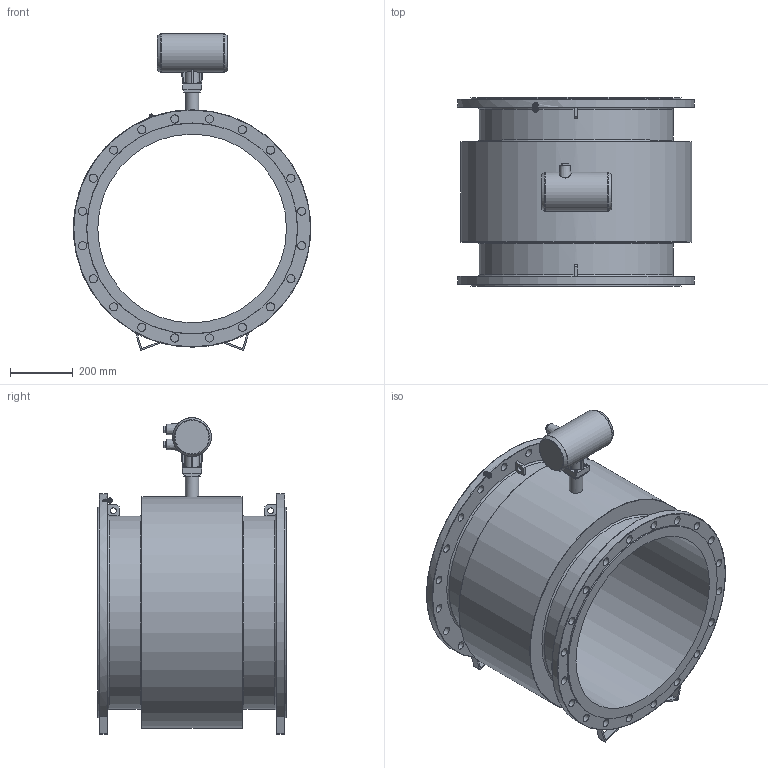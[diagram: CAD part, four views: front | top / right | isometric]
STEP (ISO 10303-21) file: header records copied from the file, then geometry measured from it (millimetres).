
FILE_DESCRIPTION(/* description */ (''),/* implementation_level */ '2;1');
FILE_NAME(/* name */ 'Flowmeter DN600 PN6 Compact.step',/* time_stamp */ '2023-10-05T14:10:15+03:00',/* author */ (''),/* organization */ (''),/* preprocessor_version */ 'ST-DEVELOPER v20',/* originating_system */ 'Autodesk Translation Framework v12.14.0.127',/* authorisation */ '');
FILE_SCHEMA (('AUTOMOTIVE_DESIGN { 1 0 10303 214 3 1 1 }'));
Length unit declared in the file: millimetre
Products named in the file (3): Flowmeter DN600 PN6; Flowmeter v11; A_Compact_version
Assembly tree (2 placements, depth 3):
  Flowmeter DN600 PN6
    Flowmeter v11
      A_Compact_version
Bounding box: 753.88 x 600 x 1007 mm (x, y, z)
Volume: 60729828.8 mm3; surface area: 3528219.2 mm2
Topology: 1 solids, 6 shells, 677 faces, 1733 edges, 1117 vertices
Faces by surface type: plane 233, cylinder 182, bspline 157, cone 91, torus 14
Full cylindrical faces by diameter (mm): 3.332 x2, 3.961 x9, 4.234 x4, 5 x11, 5.5 x1, 6.5 x4, 8 x2, 10.394 x1, 12.394 x1, 14 x1, 17 x2, 18 x2, 18.137 x10, 18.631 x12, 26 x40, 29 x1, 42 x2, 72 x1, 110 x2, 113 x2, 123.5 x1, 600 x1, 616.5 x2, 670 x2, 735 x1
Entity records: 40384 total; most frequent: CARTESIAN_POINT 24891, ORIENTED_EDGE 3466, DIRECTION 2534, EDGE_CURVE 1733, VERTEX_POINT 1117, AXIS2_PLACEMENT_3D 933, EDGE_LOOP 850, FACE_OUTER_BOUND 677
